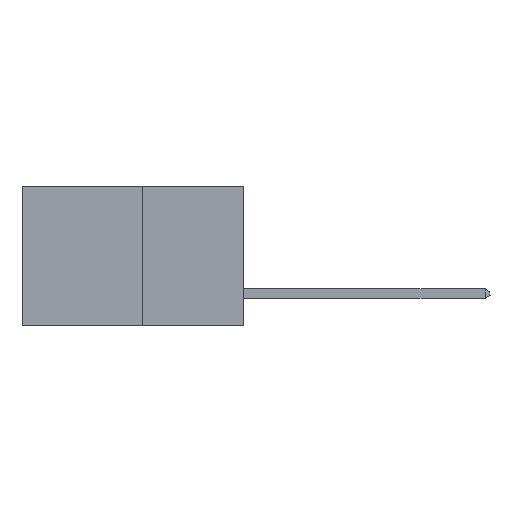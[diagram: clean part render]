
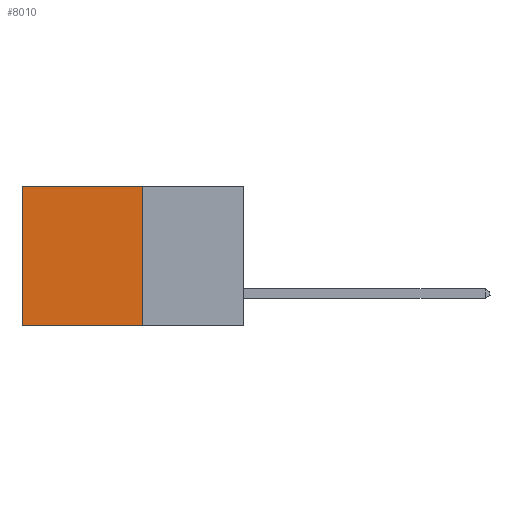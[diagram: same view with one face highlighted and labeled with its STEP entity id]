
A CAD part, left-side view. The second image highlights one B-rep face of the part: STEP entity #8010.
In plain terms, the highlighted planar face has unit normal (-1, 0, 0).
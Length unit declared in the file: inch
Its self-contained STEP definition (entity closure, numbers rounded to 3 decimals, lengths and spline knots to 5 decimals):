
#30 = DIRECTION ( 'NONE',  ( 0., 0., -1. ) ) ;
#45 = CARTESIAN_POINT ( 'NONE',  ( 0.277, 0.59, -0.37 ) ) ;
#471 = CARTESIAN_POINT ( 'NONE',  ( 0.277, 0.27, 0. ) ) ;
#496 = VECTOR ( 'NONE', #538, 39.37008 ) ;
#538 = DIRECTION ( 'NONE',  ( 0., 0., -1. ) ) ;
#569 = DIRECTION ( 'NONE',  ( 0., 1., 0. ) ) ;
#789 = CARTESIAN_POINT ( 'NONE',  ( 0.277, 0.27, -0.37 ) ) ;
#826 = VERTEX_POINT ( 'NONE', #5942 ) ;
#1290 = VERTEX_POINT ( 'NONE', #3477 ) ;
#1947 = ORIENTED_EDGE ( 'NONE', *, *, #6638, .T. ) ;
#2053 = LINE ( 'NONE', #45, #4522 ) ;
#2373 = ORIENTED_EDGE ( 'NONE', *, *, #6697, .T. ) ;
#2464 = CARTESIAN_POINT ( 'NONE',  ( 0.277, 0.59, -0.37 ) ) ;
#2713 = LINE ( 'NONE', #789, #496 ) ;
#2792 = DIRECTION ( 'NONE',  ( 0., 0., -1. ) ) ;
#2805 = DIRECTION ( 'NONE',  ( 1., 0., 0. ) ) ;
#2827 = CARTESIAN_POINT ( 'NONE',  ( 0.277, 0.27, -0.37 ) ) ;
#2956 = PLANE ( 'NONE',  #6165 ) ;
#3223 = ORIENTED_EDGE ( 'NONE', *, *, #7272, .F. ) ;
#3450 = EDGE_LOOP ( 'NONE', ( #2373, #8490, #3223, #1947 ) ) ;
#3477 = CARTESIAN_POINT ( 'NONE',  ( 0.277, 0.59, 0. ) ) ;
#4522 = VECTOR ( 'NONE', #30, 39.37008 ) ;
#5251 = LINE ( 'NONE', #7846, #7254 ) ;
#5468 = EDGE_CURVE ( 'NONE', #8420, #8706, #5251, .T. ) ;
#5817 = FACE_OUTER_BOUND ( 'NONE', #3450, .T. ) ;
#5942 = CARTESIAN_POINT ( 'NONE',  ( 0.277, 0.27, 0. ) ) ;
#6103 = CARTESIAN_POINT ( 'NONE',  ( 0.277, 0.27, -0.37 ) ) ;
#6165 = AXIS2_PLACEMENT_3D ( 'NONE', #2827, #2805, #2792 ) ;
#6638 = EDGE_CURVE ( 'NONE', #826, #1290, #9301, .T. ) ;
#6697 = EDGE_CURVE ( 'NONE', #1290, #8706, #2053, .T. ) ;
#7254 = VECTOR ( 'NONE', #7744, 39.37008 ) ;
#7272 = EDGE_CURVE ( 'NONE', #826, #8420, #2713, .T. ) ;
#7744 = DIRECTION ( 'NONE',  ( 0., 1., 0. ) ) ;
#7846 = CARTESIAN_POINT ( 'NONE',  ( 0.277, 0.27, -0.37 ) ) ;
#8010 = ADVANCED_FACE ( 'NONE', ( #5817 ), #2956, .F. ) ;
#8420 = VERTEX_POINT ( 'NONE', #6103 ) ;
#8490 = ORIENTED_EDGE ( 'NONE', *, *, #5468, .F. ) ;
#8656 = VECTOR ( 'NONE', #569, 39.37008 ) ;
#8706 = VERTEX_POINT ( 'NONE', #2464 ) ;
#9301 = LINE ( 'NONE', #471, #8656 ) ;
